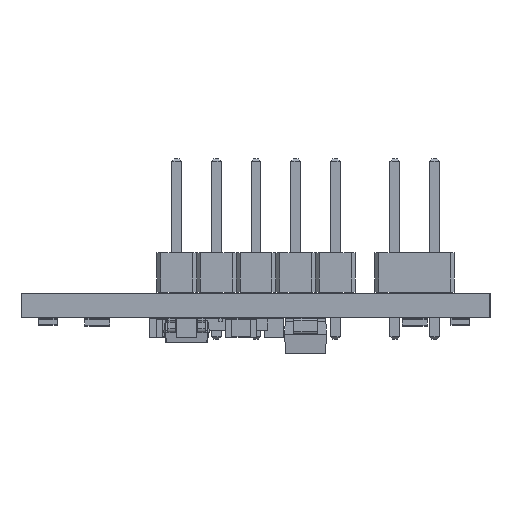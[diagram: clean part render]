
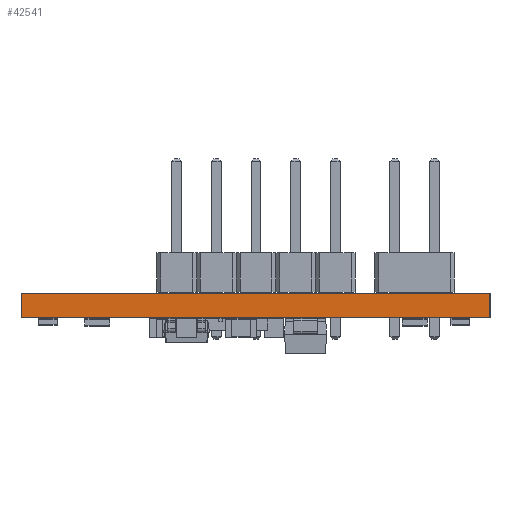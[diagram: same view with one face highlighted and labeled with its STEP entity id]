
A CAD part, left-side view. The second image highlights one B-rep face of the part: STEP entity #42541.
In plain terms, the highlighted planar face has unit normal (-1, 0, 0).
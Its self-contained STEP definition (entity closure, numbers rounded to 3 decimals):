
#42360 = PLANE('',#42361);
#42361 = AXIS2_PLACEMENT_3D('',#42362,#42363,#42364);
#42362 = CARTESIAN_POINT('',(168.971,-115.5,0.));
#42363 = DIRECTION('',(0.,-1.,0.));
#42364 = DIRECTION('',(-1.,0.,0.));
#42385 = VERTEX_POINT('',#42386);
#42386 = CARTESIAN_POINT('',(128.839,-115.5,1.58));
#42400 = PLANE('',#42401);
#42401 = AXIS2_PLACEMENT_3D('',#42402,#42403,#42404);
#42402 = CARTESIAN_POINT('',(148.905,-100.514,1.58));
#42403 = DIRECTION('',(-0.,-0.,-1.));
#42404 = DIRECTION('',(-1.,0.,0.));
#42412 = EDGE_CURVE('',#42413,#42385,#42415,.T.);
#42413 = VERTEX_POINT('',#42414);
#42414 = CARTESIAN_POINT('',(128.839,-115.5,0.));
#42415 = SURFACE_CURVE('',#42416,(#42420,#42427),.PCURVE_S1.);
#42416 = LINE('',#42417,#42418);
#42417 = CARTESIAN_POINT('',(128.839,-115.5,0.));
#42418 = VECTOR('',#42419,1.);
#42419 = DIRECTION('',(0.,0.,1.));
#42420 = PCURVE('',#42360,#42421);
#42421 = DEFINITIONAL_REPRESENTATION('',(#42422),#42426);
#42422 = LINE('',#42423,#42424);
#42423 = CARTESIAN_POINT('',(40.132,0.));
#42424 = VECTOR('',#42425,1.);
#42425 = DIRECTION('',(0.,-1.));
#42426 = ( GEOMETRIC_REPRESENTATION_CONTEXT(2) 
PARAMETRIC_REPRESENTATION_CONTEXT() REPRESENTATION_CONTEXT('2D SPACE',''
  ) );
#42427 = PCURVE('',#42428,#42433);
#42428 = PLANE('',#42429);
#42429 = AXIS2_PLACEMENT_3D('',#42430,#42431,#42432);
#42430 = CARTESIAN_POINT('',(128.839,-115.5,0.));
#42431 = DIRECTION('',(-1.,0.,0.));
#42432 = DIRECTION('',(0.,1.,0.));
#42433 = DEFINITIONAL_REPRESENTATION('',(#42434),#42438);
#42434 = LINE('',#42435,#42436);
#42435 = CARTESIAN_POINT('',(0.,0.));
#42436 = VECTOR('',#42437,1.);
#42437 = DIRECTION('',(0.,-1.));
#42438 = ( GEOMETRIC_REPRESENTATION_CONTEXT(2) 
PARAMETRIC_REPRESENTATION_CONTEXT() REPRESENTATION_CONTEXT('2D SPACE',''
  ) );
#42454 = PLANE('',#42455);
#42455 = AXIS2_PLACEMENT_3D('',#42456,#42457,#42458);
#42456 = CARTESIAN_POINT('',(148.905,-100.514,0.));
#42457 = DIRECTION('',(-0.,-0.,-1.));
#42458 = DIRECTION('',(-1.,0.,0.));
#42487 = PLANE('',#42488);
#42488 = AXIS2_PLACEMENT_3D('',#42489,#42490,#42491);
#42489 = CARTESIAN_POINT('',(128.839,-85.528,0.));
#42490 = DIRECTION('',(0.,1.,0.));
#42491 = DIRECTION('',(1.,0.,0.));
#42541 = ADVANCED_FACE('',(#42542),#42428,.T.);
#42542 = FACE_BOUND('',#42543,.T.);
#42543 = EDGE_LOOP('',(#42544,#42545,#42568,#42591));
#42544 = ORIENTED_EDGE('',*,*,#42412,.T.);
#42545 = ORIENTED_EDGE('',*,*,#42546,.T.);
#42546 = EDGE_CURVE('',#42385,#42547,#42549,.T.);
#42547 = VERTEX_POINT('',#42548);
#42548 = CARTESIAN_POINT('',(128.839,-85.528,1.58));
#42549 = SURFACE_CURVE('',#42550,(#42554,#42561),.PCURVE_S1.);
#42550 = LINE('',#42551,#42552);
#42551 = CARTESIAN_POINT('',(128.839,-115.5,1.58));
#42552 = VECTOR('',#42553,1.);
#42553 = DIRECTION('',(0.,1.,0.));
#42554 = PCURVE('',#42428,#42555);
#42555 = DEFINITIONAL_REPRESENTATION('',(#42556),#42560);
#42556 = LINE('',#42557,#42558);
#42557 = CARTESIAN_POINT('',(0.,-1.58));
#42558 = VECTOR('',#42559,1.);
#42559 = DIRECTION('',(1.,0.));
#42560 = ( GEOMETRIC_REPRESENTATION_CONTEXT(2) 
PARAMETRIC_REPRESENTATION_CONTEXT() REPRESENTATION_CONTEXT('2D SPACE',''
  ) );
#42561 = PCURVE('',#42400,#42562);
#42562 = DEFINITIONAL_REPRESENTATION('',(#42563),#42567);
#42563 = LINE('',#42564,#42565);
#42564 = CARTESIAN_POINT('',(20.066,-14.986));
#42565 = VECTOR('',#42566,1.);
#42566 = DIRECTION('',(0.,1.));
#42567 = ( GEOMETRIC_REPRESENTATION_CONTEXT(2) 
PARAMETRIC_REPRESENTATION_CONTEXT() REPRESENTATION_CONTEXT('2D SPACE',''
  ) );
#42568 = ORIENTED_EDGE('',*,*,#42569,.F.);
#42569 = EDGE_CURVE('',#42570,#42547,#42572,.T.);
#42570 = VERTEX_POINT('',#42571);
#42571 = CARTESIAN_POINT('',(128.839,-85.528,0.));
#42572 = SURFACE_CURVE('',#42573,(#42577,#42584),.PCURVE_S1.);
#42573 = LINE('',#42574,#42575);
#42574 = CARTESIAN_POINT('',(128.839,-85.528,0.));
#42575 = VECTOR('',#42576,1.);
#42576 = DIRECTION('',(0.,0.,1.));
#42577 = PCURVE('',#42428,#42578);
#42578 = DEFINITIONAL_REPRESENTATION('',(#42579),#42583);
#42579 = LINE('',#42580,#42581);
#42580 = CARTESIAN_POINT('',(29.972,0.));
#42581 = VECTOR('',#42582,1.);
#42582 = DIRECTION('',(0.,-1.));
#42583 = ( GEOMETRIC_REPRESENTATION_CONTEXT(2) 
PARAMETRIC_REPRESENTATION_CONTEXT() REPRESENTATION_CONTEXT('2D SPACE',''
  ) );
#42584 = PCURVE('',#42487,#42585);
#42585 = DEFINITIONAL_REPRESENTATION('',(#42586),#42590);
#42586 = LINE('',#42587,#42588);
#42587 = CARTESIAN_POINT('',(0.,0.));
#42588 = VECTOR('',#42589,1.);
#42589 = DIRECTION('',(0.,-1.));
#42590 = ( GEOMETRIC_REPRESENTATION_CONTEXT(2) 
PARAMETRIC_REPRESENTATION_CONTEXT() REPRESENTATION_CONTEXT('2D SPACE',''
  ) );
#42591 = ORIENTED_EDGE('',*,*,#42592,.F.);
#42592 = EDGE_CURVE('',#42413,#42570,#42593,.T.);
#42593 = SURFACE_CURVE('',#42594,(#42598,#42605),.PCURVE_S1.);
#42594 = LINE('',#42595,#42596);
#42595 = CARTESIAN_POINT('',(128.839,-115.5,0.));
#42596 = VECTOR('',#42597,1.);
#42597 = DIRECTION('',(0.,1.,0.));
#42598 = PCURVE('',#42428,#42599);
#42599 = DEFINITIONAL_REPRESENTATION('',(#42600),#42604);
#42600 = LINE('',#42601,#42602);
#42601 = CARTESIAN_POINT('',(0.,0.));
#42602 = VECTOR('',#42603,1.);
#42603 = DIRECTION('',(1.,0.));
#42604 = ( GEOMETRIC_REPRESENTATION_CONTEXT(2) 
PARAMETRIC_REPRESENTATION_CONTEXT() REPRESENTATION_CONTEXT('2D SPACE',''
  ) );
#42605 = PCURVE('',#42454,#42606);
#42606 = DEFINITIONAL_REPRESENTATION('',(#42607),#42611);
#42607 = LINE('',#42608,#42609);
#42608 = CARTESIAN_POINT('',(20.066,-14.986));
#42609 = VECTOR('',#42610,1.);
#42610 = DIRECTION('',(0.,1.));
#42611 = ( GEOMETRIC_REPRESENTATION_CONTEXT(2) 
PARAMETRIC_REPRESENTATION_CONTEXT() REPRESENTATION_CONTEXT('2D SPACE',''
  ) );
